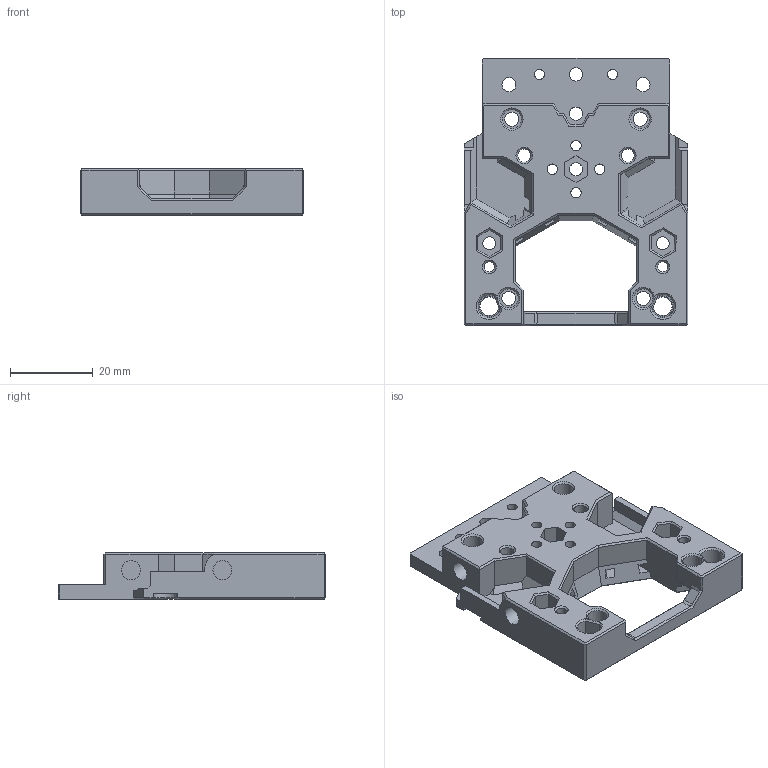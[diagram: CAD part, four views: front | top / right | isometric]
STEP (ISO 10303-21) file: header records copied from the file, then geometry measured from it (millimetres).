
FILE_DESCRIPTION(('FreeCAD Model'),'2;1');
FILE_NAME('Open CASCADE Shape Model','2025-06-21T22:46:06',(''),(''), 'Open CASCADE STEP processor 7.6','FreeCAD','Unknown');
FILE_SCHEMA(('AUTOMOTIVE_DESIGN { 1 0 10303 214 1 1 1 1 }'));
Length unit declared in the file: millimetre
Products named in the file (1): MadMax_4_XOL_Plate_MGN9
Bounding box: 54 x 64.59 x 11.2 mm (x, y, z)
Volume: 18256.3 mm3; surface area: 11823.7 mm2
Topology: 1 solids, 1 shells, 429 faces, 1126 edges, 702 vertices
Faces by surface type: plane 326, cylinder 64, cone 39
Full cylindrical faces by diameter (mm): 2.4 x2, 2.5 x6, 3.1 x3, 3.2 x7, 3.4 x6, 4.5 x2, 4.6 x8, 4.7 x4, 6.1 x6
Entity records: 29440 total; most frequent: CARTESIAN_POINT 6516, DIRECTION 4294, LINE 2805, VECTOR 2805, ORIENTED_EDGE 2252, PCURVE 2252, DEFINITIONAL_REPRESENTATION 2252, EDGE_CURVE 1126
